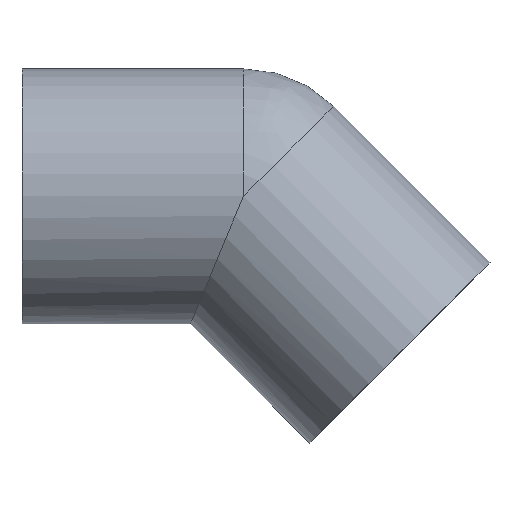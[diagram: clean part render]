
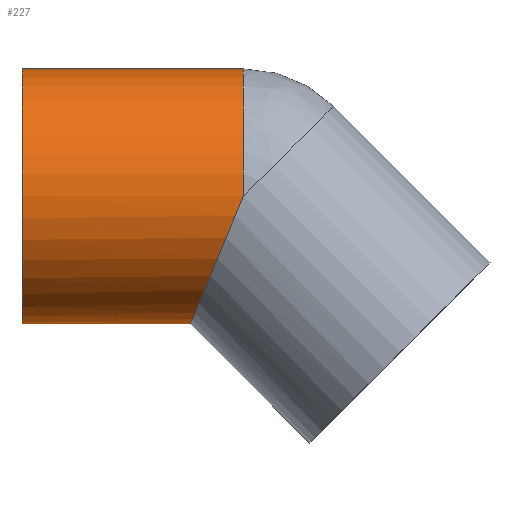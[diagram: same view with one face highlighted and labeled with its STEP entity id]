
A CAD part, top view. The second image highlights one B-rep face of the part: STEP entity #227.
In plain terms, the highlighted cylindrical face has radius 125 mm (diameter 250 mm), a full revolution.
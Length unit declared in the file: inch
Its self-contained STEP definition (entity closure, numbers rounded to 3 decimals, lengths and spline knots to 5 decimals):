
#13 = CARTESIAN_POINT ( 'NONE',  ( 8.54331, 0., 4.92126 ) ) ;
#17 = ORIENTED_EDGE ( 'NONE', *, *, #207, .T. ) ;
#20 = DIRECTION ( 'NONE',  ( 0., 0., -1. ) ) ;
#21 =( BOUNDED_CURVE ( )  B_SPLINE_CURVE ( 3, ( #190, #178, #139, #282 ),
 .UNSPECIFIED., .F., .T. ) 
 B_SPLINE_CURVE_WITH_KNOTS ( ( 4, 4 ),
 ( 1.5708, 4.71239 ),
 .UNSPECIFIED. ) 
 CURVE ( )  GEOMETRIC_REPRESENTATION_ITEM ( )  RATIONAL_B_SPLINE_CURVE ( ( 1., 0.333, 0.333, 1. ) ) 
 REPRESENTATION_ITEM ( '' )  );
#24 = ORIENTED_EDGE ( 'NONE', *, *, #171, .F. ) ;
#36 = EDGE_LOOP ( 'NONE', ( #17 ) ) ;
#41 = CARTESIAN_POINT ( 'NONE',  ( 0., 0., 0. ) ) ;
#42 = CARTESIAN_POINT ( 'NONE',  ( 8.54331, 0., -4.92126 ) ) ;
#49 = DIRECTION ( 'NONE',  ( 1., 0., 0. ) ) ;
#52 = DIRECTION ( 'NONE',  ( 0., 0., -1. ) ) ;
#61 = DIRECTION ( 'NONE',  ( 1., 0., 0. ) ) ;
#73 = CIRCLE ( 'NONE', #261, 4.92126 ) ;
#76 = VERTEX_POINT ( 'NONE', #42 ) ;
#111 = AXIS2_PLACEMENT_3D ( 'NONE', #41, #49, #52 ) ;
#113 = EDGE_CURVE ( 'NONE', #200, #76, #21, .T. ) ;
#123 = CARTESIAN_POINT ( 'NONE',  ( 0., 0., -4.92126 ) ) ;
#126 = CARTESIAN_POINT ( 'NONE',  ( 8.54331, 0., 0. ) ) ;
#129 = FACE_OUTER_BOUND ( 'NONE', #36, .T. ) ;
#139 = CARTESIAN_POINT ( 'NONE',  ( 4.4664, -9.84252, -4.92126 ) ) ;
#147 = EDGE_LOOP ( 'NONE', ( #24, #226 ) ) ;
#171 = EDGE_CURVE ( 'NONE', #76, #200, #73, .T. ) ;
#178 = CARTESIAN_POINT ( 'NONE',  ( 4.4664, -9.84252, 4.92126 ) ) ;
#190 = CARTESIAN_POINT ( 'NONE',  ( 8.54331, 0., 4.92126 ) ) ;
#200 = VERTEX_POINT ( 'NONE', #13 ) ;
#207 = EDGE_CURVE ( 'NONE', #253, #253, #281, .T. ) ;
#208 = DIRECTION ( 'NONE',  ( 0., 1., 0. ) ) ;
#225 = DIRECTION ( 'NONE',  ( 1., 0., 0. ) ) ;
#226 = ORIENTED_EDGE ( 'NONE', *, *, #113, .F. ) ;
#227 = ADVANCED_FACE ( 'NONE', ( #257, #129 ), #233, .T. ) ;
#233 = CYLINDRICAL_SURFACE ( 'NONE', #236, 4.92126 ) ;
#236 = AXIS2_PLACEMENT_3D ( 'NONE', #256, #61, #20 ) ;
#253 = VERTEX_POINT ( 'NONE', #123 ) ;
#256 = CARTESIAN_POINT ( 'NONE',  ( 4.27165, 0., 0. ) ) ;
#257 = FACE_OUTER_BOUND ( 'NONE', #147, .T. ) ;
#261 = AXIS2_PLACEMENT_3D ( 'NONE', #126, #225, #208 ) ;
#281 = CIRCLE ( 'NONE', #111, 4.92126 ) ;
#282 = CARTESIAN_POINT ( 'NONE',  ( 8.54331, 0., -4.92126 ) ) ;
